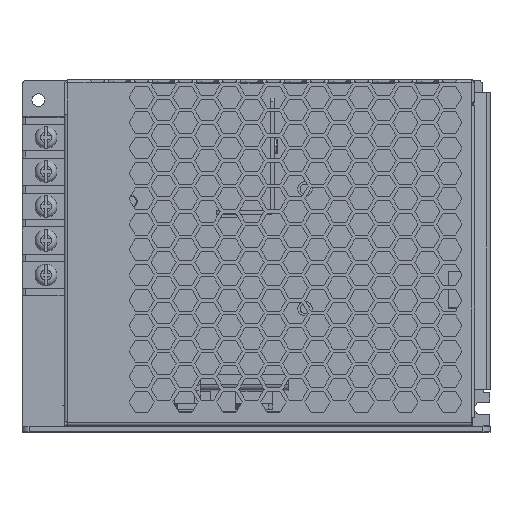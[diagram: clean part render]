
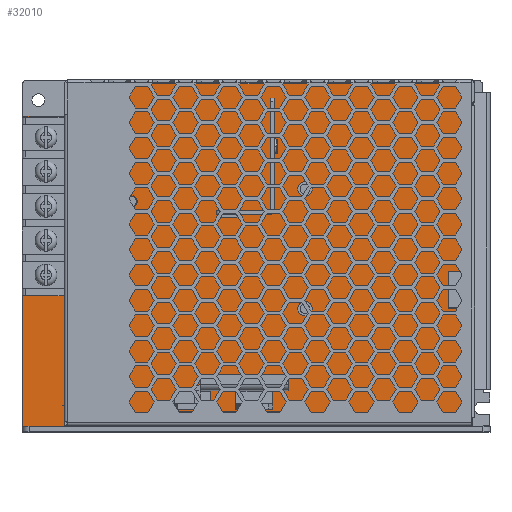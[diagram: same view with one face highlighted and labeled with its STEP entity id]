
A CAD part, top view. The second image highlights one B-rep face of the part: STEP entity #32010.
In plain terms, the highlighted planar face has unit normal (0, 0, 1).
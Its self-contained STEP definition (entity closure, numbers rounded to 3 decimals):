
#30220=CARTESIAN_POINT('',(0.,0.,0.));
#30230=DIRECTION('',(0.,0.,1.));
#30240=DIRECTION('',(1.,0.,0.));
#30250=AXIS2_PLACEMENT_3D('',#30220,#30230,#30240);
#30260=PLANE('',#30250);
#30270=CARTESIAN_POINT('',(-269.667,266.525,0.));
#30280=DIRECTION('',(0.,0.,1.));
#30290=DIRECTION('',(1.,0.,0.));
#30300=AXIS2_PLACEMENT_3D('',#30270,#30280,#30290);
#30310=CIRCLE('',#30300,1.75);
#30320=CARTESIAN_POINT('',(-267.917,266.525,0.));
#30330=VERTEX_POINT('',#30320);
#30340=CARTESIAN_POINT('',(-271.417,266.525,0.));
#30350=VERTEX_POINT('',#30340);
#30360=EDGE_CURVE('',#30330,#30350,#30310,.T.);
#30370=ORIENTED_EDGE('',*,*,#30360,.F.);
#30380=EDGE_CURVE('',#30350,#30330,#30310,.T.);
#30390=ORIENTED_EDGE('',*,*,#30380,.F.);
#30400=EDGE_LOOP('',(#30390,#30370));
#30410=FACE_BOUND('',#30400,.T.);
#30420=CARTESIAN_POINT('',(30.,290.025,0.));
#30430=DIRECTION('',(1.,0.,0.));
#30440=VECTOR('',#30430,1.);
#30450=LINE('',#30420,#30440);
#30460=CARTESIAN_POINT('',(-299.417,290.025,0.));
#30470=VERTEX_POINT('',#30460);
#30480=CARTESIAN_POINT('',(-287.934,290.025,0.));
#30490=VERTEX_POINT('',#30480);
#30500=EDGE_CURVE('',#30470,#30490,#30450,.T.);
#30510=ORIENTED_EDGE('',*,*,#30500,.F.);
#30520=CARTESIAN_POINT('',(-287.934,0.,0.));
#30530=DIRECTION('',(0.,-1.,0.));
#30540=VECTOR('',#30530,1.);
#30550=LINE('',#30520,#30540);
#30560=CARTESIAN_POINT('',(-287.934,299.025,0.));
#30570=VERTEX_POINT('',#30560);
#30580=EDGE_CURVE('',#30570,#30490,#30550,.T.);
#30590=ORIENTED_EDGE('',*,*,#30580,.T.);
#30600=CARTESIAN_POINT('',(0.,299.025,0.));
#30610=DIRECTION('',(-1.,0.,0.));
#30620=VECTOR('',#30610,1.);
#30630=LINE('',#30600,#30620);
#30640=CARTESIAN_POINT('',(-177.417,299.025,0.));
#30650=VERTEX_POINT('',#30640);
#30660=EDGE_CURVE('',#30650,#30570,#30630,.T.);
#30670=ORIENTED_EDGE('',*,*,#30660,.T.);
#30680=CARTESIAN_POINT('',(-177.417,0.,0.));
#30690=DIRECTION('',(0.,1.,0.));
#30700=VECTOR('',#30690,1.);
#30710=LINE('',#30680,#30700);
#30720=CARTESIAN_POINT('',(-177.417,204.625,0.));
#30730=VERTEX_POINT('',#30720);
#30740=EDGE_CURVE('',#30730,#30650,#30710,.T.);
#30750=ORIENTED_EDGE('',*,*,#30740,.T.);
#30760=CARTESIAN_POINT('',(0.,204.625,0.));
#30770=DIRECTION('',(1.,0.,0.));
#30780=VECTOR('',#30770,1.);
#30790=LINE('',#30760,#30780);
#30800=CARTESIAN_POINT('',(-187.222,204.625,0.));
#30810=VERTEX_POINT('',#30800);
#30820=EDGE_CURVE('',#30810,#30730,#30790,.T.);
#30830=ORIENTED_EDGE('',*,*,#30820,.T.);
#30840=CARTESIAN_POINT('',(-187.222,0.,0.));
#30850=DIRECTION('',(0.,1.,0.));
#30860=VECTOR('',#30850,1.);
#30870=LINE('',#30840,#30860);
#30880=CARTESIAN_POINT('',(-187.222,206.435,0.));
#30890=VERTEX_POINT('',#30880);
#30900=EDGE_CURVE('',#30810,#30890,#30870,.T.);
#30910=ORIENTED_EDGE('',*,*,#30900,.F.);
#30920=CARTESIAN_POINT('',(0.,206.435,0.));
#30930=DIRECTION('',(-1.,0.,0.));
#30940=VECTOR('',#30930,1.);
#30950=LINE('',#30920,#30940);
#30960=CARTESIAN_POINT('',(-194.112,206.435,0.));
#30970=VERTEX_POINT('',#30960);
#30980=EDGE_CURVE('',#30890,#30970,#30950,.T.);
#30990=ORIENTED_EDGE('',*,*,#30980,.F.);
#31000=CARTESIAN_POINT('',(-194.112,0.,0.));
#31010=DIRECTION('',(0.,-1.,0.));
#31020=VECTOR('',#31010,1.);
#31030=LINE('',#31000,#31020);
#31040=CARTESIAN_POINT('',(-194.112,204.625,0.));
#31050=VERTEX_POINT('',#31040);
#31060=EDGE_CURVE('',#30970,#31050,#31030,.T.);
#31070=ORIENTED_EDGE('',*,*,#31060,.F.);
#31080=CARTESIAN_POINT('',(0.,204.625,0.));
#31090=DIRECTION('',(1.,0.,0.));
#31100=VECTOR('',#31090,1.);
#31110=LINE('',#31080,#31100);
#31120=CARTESIAN_POINT('',(-224.167,204.625,0.));
#31130=VERTEX_POINT('',#31120);
#31140=EDGE_CURVE('',#31130,#31050,#31110,.T.);
#31150=ORIENTED_EDGE('',*,*,#31140,.T.);
#31160=CARTESIAN_POINT('',(-224.167,0.,0.));
#31170=DIRECTION('',(0.,1.,0.));
#31180=VECTOR('',#31170,1.);
#31190=LINE('',#31160,#31180);
#31200=CARTESIAN_POINT('',(-224.167,208.525,0.));
#31210=VERTEX_POINT('',#31200);
#31220=EDGE_CURVE('',#31130,#31210,#31190,.T.);
#31230=ORIENTED_EDGE('',*,*,#31220,.F.);
#31240=CARTESIAN_POINT('',(0.,208.525,0.));
#31250=DIRECTION('',(-1.,0.,0.));
#31260=VECTOR('',#31250,1.);
#31270=LINE('',#31240,#31260);
#31280=CARTESIAN_POINT('',(-264.167,208.525,0.));
#31290=VERTEX_POINT('',#31280);
#31300=EDGE_CURVE('',#31210,#31290,#31270,.T.);
#31310=ORIENTED_EDGE('',*,*,#31300,.F.);
#31320=CARTESIAN_POINT('',(-264.167,0.,0.));
#31330=DIRECTION('',(0.,-1.,0.));
#31340=VECTOR('',#31330,1.);
#31350=LINE('',#31320,#31340);
#31360=CARTESIAN_POINT('',(-264.167,204.625,0.));
#31370=VERTEX_POINT('',#31360);
#31380=EDGE_CURVE('',#31290,#31370,#31350,.T.);
#31390=ORIENTED_EDGE('',*,*,#31380,.F.);
#31400=CARTESIAN_POINT('',(0.,204.625,0.));
#31410=DIRECTION('',(1.,0.,0.));
#31420=VECTOR('',#31410,1.);
#31430=LINE('',#31400,#31420);
#31440=CARTESIAN_POINT('',(-299.417,204.625,0.));
#31450=VERTEX_POINT('',#31440);
#31460=EDGE_CURVE('',#31450,#31370,#31430,.T.);
#31470=ORIENTED_EDGE('',*,*,#31460,.T.);
#31480=CARTESIAN_POINT('',(-299.417,0.,0.));
#31490=DIRECTION('',(0.,-1.,0.));
#31500=VECTOR('',#31490,1.);
#31510=LINE('',#31480,#31500);
#31520=EDGE_CURVE('',#30470,#31450,#31510,.T.);
#31530=ORIENTED_EDGE('',*,*,#31520,.T.);
#31540=EDGE_LOOP('',(#31530,#31470,#31390,#31310,#31230,#31150,#31070,
#30990,#30910,#30830,#30750,#30670,#30590,#30510));
#31550=FACE_OUTER_BOUND('',#31540,.T.);
#31560=CARTESIAN_POINT('',(-221.667,237.025,0.));
#31570=DIRECTION('',(0.,0.,1.));
#31580=DIRECTION('',(1.,0.,0.));
#31590=AXIS2_PLACEMENT_3D('',#31560,#31570,#31580);
#31600=CIRCLE('',#31590,2.);
#31610=CARTESIAN_POINT('',(-219.667,237.025,0.));
#31620=VERTEX_POINT('',#31610);
#31630=CARTESIAN_POINT('',(-223.667,237.025,0.));
#31640=VERTEX_POINT('',#31630);
#31650=EDGE_CURVE('',#31620,#31640,#31600,.T.);
#31660=ORIENTED_EDGE('',*,*,#31650,.F.);
#31670=EDGE_CURVE('',#31640,#31620,#31600,.T.);
#31680=ORIENTED_EDGE('',*,*,#31670,.F.);
#31690=EDGE_LOOP('',(#31680,#31660));
#31700=FACE_BOUND('',#31690,.T.);
#31710=CARTESIAN_POINT('',(-288.371,210.372,0.));
#31720=DIRECTION('',(0.,0.,1.));
#31730=DIRECTION('',(1.,0.,0.));
#31740=AXIS2_PLACEMENT_3D('',#31710,#31720,#31730);
#31750=CIRCLE('',#31740,0.062);
#31760=CARTESIAN_POINT('',(-288.308,210.372,0.));
#31770=VERTEX_POINT('',#31760);
#31780=CARTESIAN_POINT('',(-288.433,210.372,0.));
#31790=VERTEX_POINT('',#31780);
#31800=EDGE_CURVE('',#31770,#31790,#31750,.T.);
#31810=ORIENTED_EDGE('',*,*,#31800,.F.);
#31820=EDGE_CURVE('',#31790,#31770,#31750,.T.);
#31830=ORIENTED_EDGE('',*,*,#31820,.F.);
#31840=EDGE_LOOP('',(#31830,#31810));
#31850=FACE_BOUND('',#31840,.T.);
#31860=CARTESIAN_POINT('',(-221.667,270.025,0.));
#31870=DIRECTION('',(0.,0.,1.));
#31880=DIRECTION('',(1.,0.,0.));
#31890=AXIS2_PLACEMENT_3D('',#31860,#31870,#31880);
#31900=CIRCLE('',#31890,2.);
#31910=CARTESIAN_POINT('',(-219.667,270.025,0.));
#31920=VERTEX_POINT('',#31910);
#31930=CARTESIAN_POINT('',(-223.667,270.025,0.));
#31940=VERTEX_POINT('',#31930);
#31950=EDGE_CURVE('',#31920,#31940,#31900,.T.);
#31960=ORIENTED_EDGE('',*,*,#31950,.F.);
#31970=EDGE_CURVE('',#31940,#31920,#31900,.T.);
#31980=ORIENTED_EDGE('',*,*,#31970,.F.);
#31990=EDGE_LOOP('',(#31980,#31960));
#32000=FACE_BOUND('',#31990,.T.);
#32010=ADVANCED_FACE('',(#30410,#31550,#31700,#31850,#32000),#30260,.T.)
;
